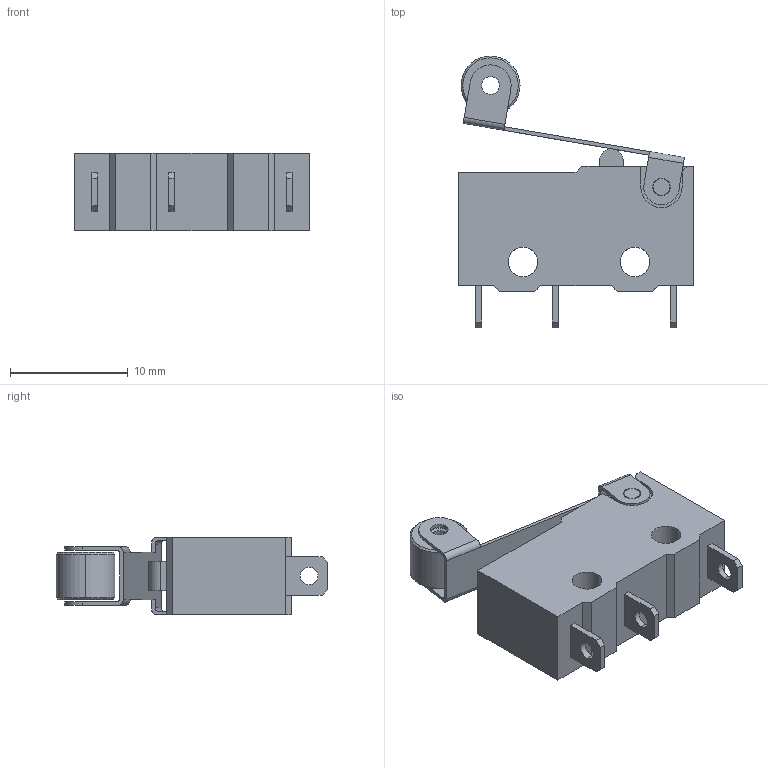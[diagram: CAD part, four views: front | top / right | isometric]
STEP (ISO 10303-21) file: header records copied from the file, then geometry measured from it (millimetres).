
FILE_DESCRIPTION (( 'STEP AP203' ), '1' );
FILE_NAME ('Assem1.STEP', '2022-11-27T14:53:30', ( '' ), ( '' ), 'SwSTEP 2.0', 'SolidWorks 2022', '' );
FILE_SCHEMA (( 'CONFIG_CONTROL_DESIGN' ));
Length unit declared in the file: millimetre
Products named in the file (4): steel; roller; Assem1; Limit switch
Assembly tree (3 placements, depth 2):
  Assem1
    Limit switch
    steel
    roller
Bounding box: 20 x 23.07 x 6.6 mm (x, y, z)
Volume: 1380.7 mm3; surface area: 1392.1 mm2
Topology: 3 solids, 3 shells, 120 faces, 314 edges, 206 vertices
Faces by surface type: plane 69, cylinder 43, cone 8
Entity records: 4146 total; most frequent: DIRECTION 660, CARTESIAN_POINT 646, ORIENTED_EDGE 628, EDGE_CURVE 314, LINE 220, AXIS2_PLACEMENT_3D 220, VECTOR 220, VERTEX_POINT 206
